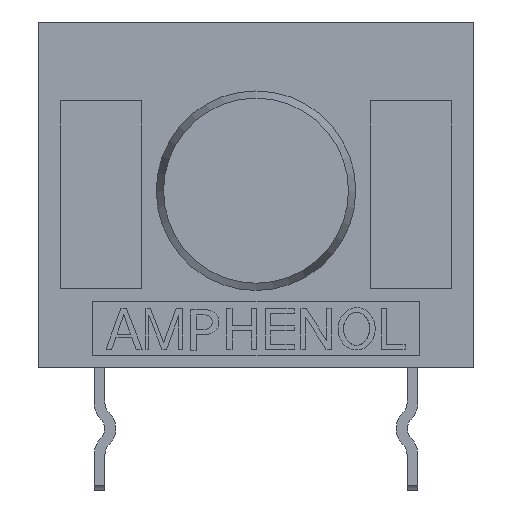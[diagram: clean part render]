
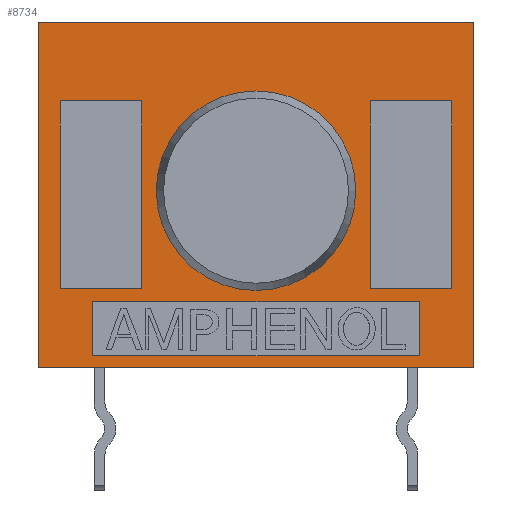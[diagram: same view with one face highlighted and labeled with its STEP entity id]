
A CAD part, left-side view. The second image highlights one B-rep face of the part: STEP entity #8734.
In plain terms, the highlighted planar face has unit normal (-1, 0, 0).
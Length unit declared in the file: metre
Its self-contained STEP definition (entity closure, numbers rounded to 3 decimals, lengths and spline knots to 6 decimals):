
#196=CIRCLE('',#9277,0.003667);
#374=ORIENTED_EDGE('',*,*,#2940,.T.);
#375=ORIENTED_EDGE('',*,*,#2941,.T.);
#376=ORIENTED_EDGE('',*,*,#2942,.T.);
#377=ORIENTED_EDGE('',*,*,#2943,.T.);
#378=ORIENTED_EDGE('',*,*,#2944,.T.);
#379=ORIENTED_EDGE('',*,*,#2945,.T.);
#380=ORIENTED_EDGE('',*,*,#2946,.T.);
#381=ORIENTED_EDGE('',*,*,#2947,.T.);
#382=ORIENTED_EDGE('',*,*,#2948,.T.);
#383=ORIENTED_EDGE('',*,*,#2949,.T.);
#384=ORIENTED_EDGE('',*,*,#2950,.T.);
#385=ORIENTED_EDGE('',*,*,#2951,.T.);
#386=ORIENTED_EDGE('',*,*,#2952,.T.);
#387=ORIENTED_EDGE('',*,*,#2953,.T.);
#388=ORIENTED_EDGE('',*,*,#2954,.F.);
#389=ORIENTED_EDGE('',*,*,#2955,.T.);
#390=ORIENTED_EDGE('',*,*,#2956,.T.);
#2940=EDGE_CURVE('',#4223,#4224,#5092,.T.);
#2941=EDGE_CURVE('',#4224,#4225,#5093,.T.);
#2942=EDGE_CURVE('',#4225,#4226,#5094,.T.);
#2943=EDGE_CURVE('',#4226,#4223,#5095,.T.);
#2944=EDGE_CURVE('',#4227,#4227,#196,.T.);
#2945=EDGE_CURVE('',#4228,#4229,#5096,.T.);
#2946=EDGE_CURVE('',#4229,#4230,#5097,.T.);
#2947=EDGE_CURVE('',#4230,#4231,#5098,.T.);
#2948=EDGE_CURVE('',#4231,#4228,#5099,.T.);
#2949=EDGE_CURVE('',#4232,#4233,#5100,.T.);
#2950=EDGE_CURVE('',#4233,#4234,#5101,.T.);
#2951=EDGE_CURVE('',#4234,#4235,#5102,.T.);
#2952=EDGE_CURVE('',#4235,#4232,#5103,.T.);
#2953=EDGE_CURVE('',#4236,#4237,#5104,.T.);
#2954=EDGE_CURVE('',#4238,#4237,#5105,.T.);
#2955=EDGE_CURVE('',#4238,#4239,#5106,.T.);
#2956=EDGE_CURVE('',#4239,#4236,#5107,.T.);
#4223=VERTEX_POINT('',#12376);
#4224=VERTEX_POINT('',#12377);
#4225=VERTEX_POINT('',#12379);
#4226=VERTEX_POINT('',#12381);
#4227=VERTEX_POINT('',#12384);
#4228=VERTEX_POINT('',#12386);
#4229=VERTEX_POINT('',#12387);
#4230=VERTEX_POINT('',#12389);
#4231=VERTEX_POINT('',#12391);
#4232=VERTEX_POINT('',#12394);
#4233=VERTEX_POINT('',#12395);
#4234=VERTEX_POINT('',#12397);
#4235=VERTEX_POINT('',#12399);
#4236=VERTEX_POINT('',#12402);
#4237=VERTEX_POINT('',#12403);
#4238=VERTEX_POINT('',#12405);
#4239=VERTEX_POINT('',#12407);
#5092=LINE('',#12375,#6161);
#5093=LINE('',#12378,#6162);
#5094=LINE('',#12380,#6163);
#5095=LINE('',#12382,#6164);
#5096=LINE('',#12385,#6165);
#5097=LINE('',#12388,#6166);
#5098=LINE('',#12390,#6167);
#5099=LINE('',#12392,#6168);
#5100=LINE('',#12393,#6169);
#5101=LINE('',#12396,#6170);
#5102=LINE('',#12398,#6171);
#5103=LINE('',#12400,#6172);
#5104=LINE('',#12401,#6173);
#5105=LINE('',#12404,#6174);
#5106=LINE('',#12406,#6175);
#5107=LINE('',#12408,#6176);
#6161=VECTOR('',#9959,1.);
#6162=VECTOR('',#9960,1.);
#6163=VECTOR('',#9961,1.);
#6164=VECTOR('',#9962,1.);
#6165=VECTOR('',#9965,1.);
#6166=VECTOR('',#9966,1.);
#6167=VECTOR('',#9967,1.);
#6168=VECTOR('',#9968,1.);
#6169=VECTOR('',#9969,1.);
#6170=VECTOR('',#9970,1.);
#6171=VECTOR('',#9971,1.);
#6172=VECTOR('',#9972,1.);
#6173=VECTOR('',#9973,1.);
#6174=VECTOR('',#9974,1.);
#6175=VECTOR('',#9975,1.);
#6176=VECTOR('',#9976,1.);
#7223=EDGE_LOOP('',(#374,#375,#376,#377));
#7224=EDGE_LOOP('',(#378));
#7225=EDGE_LOOP('',(#379,#380,#381,#382));
#7226=EDGE_LOOP('',(#383,#384,#385,#386));
#7227=EDGE_LOOP('',(#387,#388,#389,#390));
#7791=FACE_BOUND('',#7223,.T.);
#7792=FACE_BOUND('',#7224,.T.);
#7793=FACE_BOUND('',#7225,.T.);
#7794=FACE_BOUND('',#7226,.T.);
#7795=FACE_BOUND('',#7227,.T.);
#8359=PLANE('',#9276);
#8734=ADVANCED_FACE('',(#7791,#7792,#7793,#7794,#7795),#8359,.T.);
#9276=AXIS2_PLACEMENT_3D('',#12374,#9957,#9958);
#9277=AXIS2_PLACEMENT_3D('',#12383,#9963,#9964);
#9957=DIRECTION('',(-1.,0.,0.));
#9958=DIRECTION('',(0.,0.,1.));
#9959=DIRECTION('',(0.,0.,-1.));
#9960=DIRECTION('',(0.,1.,0.));
#9961=DIRECTION('',(0.,0.,1.));
#9962=DIRECTION('',(0.,-1.,0.));
#9963=DIRECTION('',(1.,0.,0.));
#9964=DIRECTION('',(0.,1.,0.));
#9965=DIRECTION('',(0.,0.,1.));
#9966=DIRECTION('',(0.,-1.,0.));
#9967=DIRECTION('',(0.,0.,-1.));
#9968=DIRECTION('',(0.,1.,0.));
#9969=DIRECTION('',(0.,0.,1.));
#9970=DIRECTION('',(0.,-1.,0.));
#9971=DIRECTION('',(0.,0.,-1.));
#9972=DIRECTION('',(0.,1.,0.));
#9973=DIRECTION('',(0.,1.,0.));
#9974=DIRECTION('',(0.,0.,1.));
#9975=DIRECTION('',(0.,-1.,0.));
#9976=DIRECTION('',(0.,0.,1.));
#12374=CARTESIAN_POINT('',(-0.0117,-0.008,-0.0064));
#12375=CARTESIAN_POINT('',(-0.0117,-0.006,-0.0064));
#12376=CARTESIAN_POINT('',(-0.0117,-0.006,-0.003975));
#12377=CARTESIAN_POINT('',(-0.0117,-0.006,-0.005975));
#12378=CARTESIAN_POINT('',(-0.0117,-0.006,-0.005975));
#12379=CARTESIAN_POINT('',(-0.0117,0.006,-0.005975));
#12380=CARTESIAN_POINT('',(-0.0117,0.006,-0.005975));
#12381=CARTESIAN_POINT('',(-0.0117,0.006,-0.003975));
#12382=CARTESIAN_POINT('',(-0.0117,0.006,-0.003975));
#12383=CARTESIAN_POINT('',(-0.0117,0.,0.0001));
#12384=CARTESIAN_POINT('',(-0.0117,0.003667,0.0001));
#12385=CARTESIAN_POINT('',(-0.0117,-0.0042,-0.0035));
#12386=CARTESIAN_POINT('',(-0.0117,-0.0042,-0.0035));
#12387=CARTESIAN_POINT('',(-0.0117,-0.0042,0.0034));
#12388=CARTESIAN_POINT('',(-0.0117,-0.008,0.0034));
#12389=CARTESIAN_POINT('',(-0.0117,-0.0072,0.0034));
#12390=CARTESIAN_POINT('',(-0.0117,-0.0072,0.0034));
#12391=CARTESIAN_POINT('',(-0.0117,-0.0072,-0.0035));
#12392=CARTESIAN_POINT('',(-0.0117,-0.008,-0.0035));
#12393=CARTESIAN_POINT('',(-0.0117,0.0072,-0.0035));
#12394=CARTESIAN_POINT('',(-0.0117,0.0072,-0.0035));
#12395=CARTESIAN_POINT('',(-0.0117,0.0072,0.0034));
#12396=CARTESIAN_POINT('',(-0.0117,0.0072,0.0034));
#12397=CARTESIAN_POINT('',(-0.0117,0.0042,0.0034));
#12398=CARTESIAN_POINT('',(-0.0117,0.0042,0.0034));
#12399=CARTESIAN_POINT('',(-0.0117,0.0042,-0.0035));
#12400=CARTESIAN_POINT('',(-0.0117,0.0042,-0.0035));
#12401=CARTESIAN_POINT('',(-0.0117,-0.008,0.0063));
#12402=CARTESIAN_POINT('',(-0.0117,-0.008,0.0063));
#12403=CARTESIAN_POINT('',(-0.0117,0.008,0.0063));
#12404=CARTESIAN_POINT('',(-0.0117,0.008,-0.0064));
#12405=CARTESIAN_POINT('',(-0.0117,0.008,-0.0064));
#12406=CARTESIAN_POINT('',(-0.0117,0.008,-0.0064));
#12407=CARTESIAN_POINT('',(-0.0117,-0.008,-0.0064));
#12408=CARTESIAN_POINT('',(-0.0117,-0.008,-0.0064));
